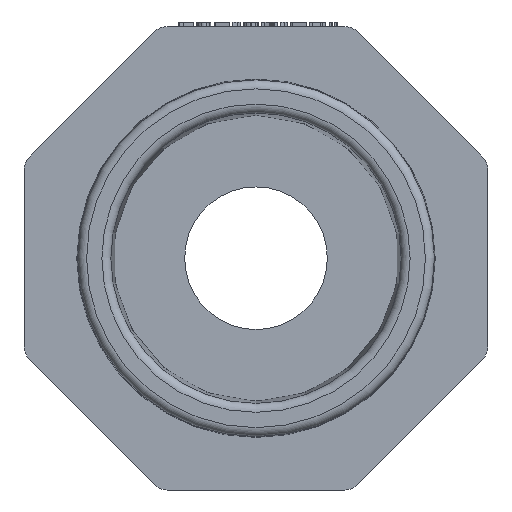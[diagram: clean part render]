
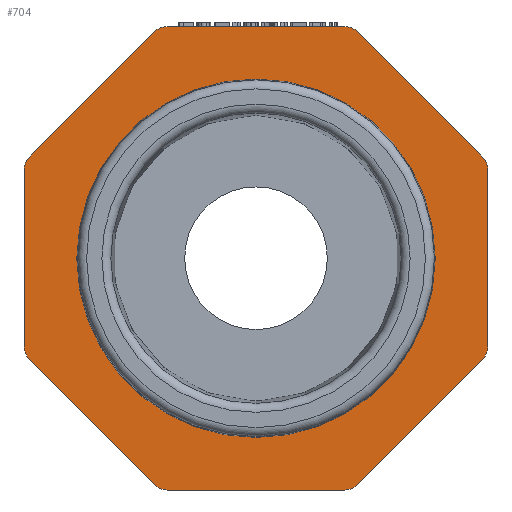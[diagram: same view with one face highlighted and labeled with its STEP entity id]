
A CAD part, front view. The second image highlights one B-rep face of the part: STEP entity #704.
In plain terms, the highlighted planar face has unit normal (0, -1, 0).
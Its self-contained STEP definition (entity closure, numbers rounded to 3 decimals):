
#266=LINE('',#4090,#393);
#270=LINE('',#4099,#397);
#272=LINE('',#4103,#399);
#276=LINE('',#4112,#403);
#280=LINE('',#4121,#407);
#343=LINE('',#4428,#470);
#347=LINE('',#4437,#474);
#353=LINE('',#4718,#480);
#393=VECTOR('',#3349,1.);
#397=VECTOR('',#3355,1.);
#399=VECTOR('',#3359,1.);
#403=VECTOR('',#3365,1.);
#407=VECTOR('',#3371,1.);
#470=VECTOR('',#3436,1.);
#474=VECTOR('',#3442,1.);
#480=VECTOR('',#3456,1.);
#599=PLANE('',#3227);
#704=ADVANCED_FACE('',(#908,#909),#599,.T.);
#908=FACE_BOUND('',#971,.T.);
#909=FACE_BOUND('',#972,.T.);
#971=EDGE_LOOP('',(#1676));
#972=EDGE_LOOP('',(#1677,#1678,#1679,#1680,#1681,#1682,#1683,#1684,#1685,
#1686,#1687,#1688,#1689,#1690,#1691,#1692));
#1676=ORIENTED_EDGE('',*,*,#2851,.F.);
#1677=ORIENTED_EDGE('',*,*,#2698,.T.);
#1678=ORIENTED_EDGE('',*,*,#2852,.T.);
#1679=ORIENTED_EDGE('',*,*,#2700,.T.);
#1680=ORIENTED_EDGE('',*,*,#2853,.T.);
#1681=ORIENTED_EDGE('',*,*,#2704,.T.);
#1682=ORIENTED_EDGE('',*,*,#2854,.T.);
#1683=ORIENTED_EDGE('',*,*,#2708,.T.);
#1684=ORIENTED_EDGE('',*,*,#2855,.T.);
#1685=ORIENTED_EDGE('',*,*,#2816,.T.);
#1686=ORIENTED_EDGE('',*,*,#2856,.T.);
#1687=ORIENTED_EDGE('',*,*,#2820,.T.);
#1688=ORIENTED_EDGE('',*,*,#2857,.T.);
#1689=ORIENTED_EDGE('',*,*,#2830,.T.);
#1690=ORIENTED_EDGE('',*,*,#2858,.T.);
#1691=ORIENTED_EDGE('',*,*,#2694,.T.);
#1692=ORIENTED_EDGE('',*,*,#2859,.T.);
#2389=VERTEX_POINT('',#4089);
#2390=VERTEX_POINT('',#4091);
#2393=VERTEX_POINT('',#4098);
#2394=VERTEX_POINT('',#4100);
#2395=VERTEX_POINT('',#4104);
#2396=VERTEX_POINT('',#4105);
#2399=VERTEX_POINT('',#4113);
#2400=VERTEX_POINT('',#4114);
#2403=VERTEX_POINT('',#4122);
#2404=VERTEX_POINT('',#4123);
#2511=VERTEX_POINT('',#4429);
#2512=VERTEX_POINT('',#4430);
#2515=VERTEX_POINT('',#4438);
#2516=VERTEX_POINT('',#4439);
#2525=VERTEX_POINT('',#4717);
#2526=VERTEX_POINT('',#4719);
#2534=VERTEX_POINT('',#5505);
#2694=EDGE_CURVE('',#2390,#2389,#266,.T.);
#2698=EDGE_CURVE('',#2394,#2393,#270,.T.);
#2700=EDGE_CURVE('',#2395,#2396,#272,.T.);
#2704=EDGE_CURVE('',#2399,#2400,#276,.T.);
#2708=EDGE_CURVE('',#2403,#2404,#280,.T.);
#2816=EDGE_CURVE('',#2511,#2512,#343,.T.);
#2820=EDGE_CURVE('',#2515,#2516,#347,.T.);
#2830=EDGE_CURVE('',#2526,#2525,#353,.T.);
#2851=EDGE_CURVE('',#2534,#2534,#3157,.T.);
#2852=EDGE_CURVE('',#2393,#2395,#3158,.T.);
#2853=EDGE_CURVE('',#2396,#2399,#3159,.T.);
#2854=EDGE_CURVE('',#2400,#2403,#3160,.T.);
#2855=EDGE_CURVE('',#2404,#2511,#3161,.T.);
#2856=EDGE_CURVE('',#2512,#2515,#3162,.T.);
#2857=EDGE_CURVE('',#2516,#2526,#3163,.T.);
#2858=EDGE_CURVE('',#2525,#2390,#3164,.T.);
#2859=EDGE_CURVE('',#2389,#2394,#3165,.T.);
#3157=CIRCLE('',#3217,10.05);
#3158=CIRCLE('',#3219,1.);
#3159=CIRCLE('',#3220,1.);
#3160=CIRCLE('',#3221,1.);
#3161=CIRCLE('',#3222,1.);
#3162=CIRCLE('',#3223,1.);
#3163=CIRCLE('',#3224,1.);
#3164=CIRCLE('',#3225,1.);
#3165=CIRCLE('',#3226,1.);
#3217=AXIS2_PLACEMENT_3D('',#5504,#3506,#3507);
#3219=AXIS2_PLACEMENT_3D('',#5507,#3510,#3511);
#3220=AXIS2_PLACEMENT_3D('',#5508,#3512,#3513);
#3221=AXIS2_PLACEMENT_3D('',#5509,#3514,#3515);
#3222=AXIS2_PLACEMENT_3D('',#5510,#3516,#3517);
#3223=AXIS2_PLACEMENT_3D('',#5511,#3518,#3519);
#3224=AXIS2_PLACEMENT_3D('',#5512,#3520,#3521);
#3225=AXIS2_PLACEMENT_3D('',#5513,#3522,#3523);
#3226=AXIS2_PLACEMENT_3D('',#5514,#3524,#3525);
#3227=AXIS2_PLACEMENT_3D('',#5515,#3526,#3527);
#3349=DIRECTION('',(0.707,0.,-0.707));
#3355=DIRECTION('',(1.,0.,0.));
#3359=DIRECTION('',(0.707,0.,0.707));
#3365=DIRECTION('',(0.,0.,1.));
#3371=DIRECTION('',(-0.707,0.,0.707));
#3436=DIRECTION('',(-1.,0.,0.));
#3442=DIRECTION('',(-0.707,0.,-0.707));
#3456=DIRECTION('',(0.,0.,-1.));
#3506=DIRECTION('',(0.,-1.,0.));
#3507=DIRECTION('',(0.,0.,-1.));
#3510=DIRECTION('',(0.,-1.,0.));
#3511=DIRECTION('',(0.,0.,-1.));
#3512=DIRECTION('',(0.,-1.,0.));
#3513=DIRECTION('',(0.,0.,-1.));
#3514=DIRECTION('',(0.,-1.,0.));
#3515=DIRECTION('',(0.,0.,-1.));
#3516=DIRECTION('',(0.,-1.,0.));
#3517=DIRECTION('',(0.,0.,-1.));
#3518=DIRECTION('',(0.,-1.,0.));
#3519=DIRECTION('',(0.,0.,-1.));
#3520=DIRECTION('',(0.,-1.,0.));
#3521=DIRECTION('',(0.,0.,-1.));
#3522=DIRECTION('',(0.,-1.,0.));
#3523=DIRECTION('',(0.,0.,-1.));
#3524=DIRECTION('',(0.,-1.,0.));
#3525=DIRECTION('',(0.,0.,-1.));
#3526=DIRECTION('',(0.,-1.,0.));
#3527=DIRECTION('',(0.,0.,-1.));
#4089=CARTESIAN_POINT('',(39760.107,3683.743,-12.707));
#4090=CARTESIAN_POINT('',(39752.784,3683.743,-5.385));
#4091=CARTESIAN_POINT('',(39753.077,3683.743,-5.678));
#4098=CARTESIAN_POINT('',(39770.755,3683.743,-13.));
#4099=CARTESIAN_POINT('',(39760.399,3683.743,-13.));
#4100=CARTESIAN_POINT('',(39760.814,3683.743,-13.));
#4103=CARTESIAN_POINT('',(39771.169,3683.743,-13.));
#4104=CARTESIAN_POINT('',(39771.462,3683.743,-12.707));
#4105=CARTESIAN_POINT('',(39778.491,3683.743,-5.678));
#4112=CARTESIAN_POINT('',(39778.784,3683.743,-5.385));
#4113=CARTESIAN_POINT('',(39778.784,3683.743,-4.971));
#4114=CARTESIAN_POINT('',(39778.784,3683.743,4.971));
#4121=CARTESIAN_POINT('',(39778.784,3683.743,5.385));
#4122=CARTESIAN_POINT('',(39778.491,3683.743,5.678));
#4123=CARTESIAN_POINT('',(39771.462,3683.743,12.707));
#4428=CARTESIAN_POINT('',(39771.169,3683.743,13.));
#4429=CARTESIAN_POINT('',(39770.755,3683.743,13.));
#4430=CARTESIAN_POINT('',(39760.814,3683.743,13.));
#4437=CARTESIAN_POINT('',(39760.399,3683.743,13.));
#4438=CARTESIAN_POINT('',(39760.107,3683.743,12.707));
#4439=CARTESIAN_POINT('',(39753.077,3683.743,5.678));
#4717=CARTESIAN_POINT('',(39752.784,3683.743,-4.971));
#4718=CARTESIAN_POINT('',(39752.784,3683.743,5.385));
#4719=CARTESIAN_POINT('',(39752.784,3683.743,4.971));
#5504=CARTESIAN_POINT('',(39765.784,3683.743,0.));
#5505=CARTESIAN_POINT('',(39765.784,3683.743,-10.05));
#5507=CARTESIAN_POINT('',(39770.755,3683.743,-12.));
#5508=CARTESIAN_POINT('',(39777.784,3683.743,-4.971));
#5509=CARTESIAN_POINT('',(39777.784,3683.743,4.971));
#5510=CARTESIAN_POINT('',(39770.755,3683.743,12.));
#5511=CARTESIAN_POINT('',(39760.814,3683.743,12.));
#5512=CARTESIAN_POINT('',(39753.784,3683.743,4.971));
#5513=CARTESIAN_POINT('',(39753.784,3683.743,-4.971));
#5514=CARTESIAN_POINT('',(39760.814,3683.743,-12.));
#5515=CARTESIAN_POINT('',(39755.734,3683.743,0.));
